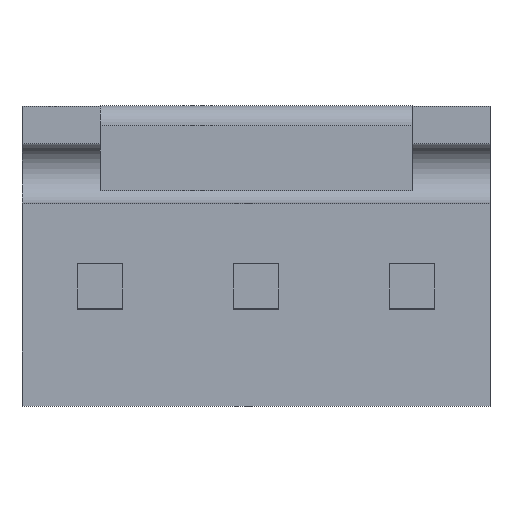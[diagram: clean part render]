
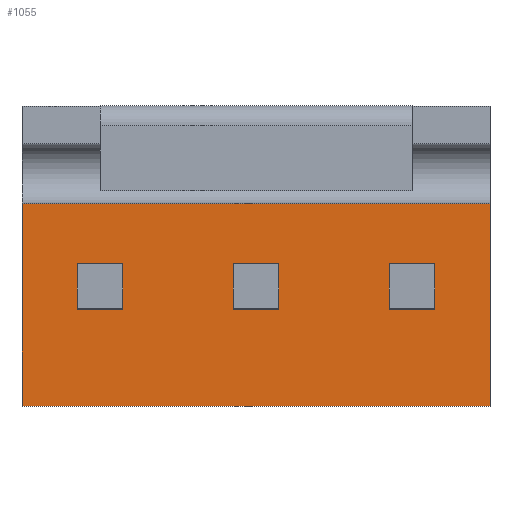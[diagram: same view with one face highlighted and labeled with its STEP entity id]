
A CAD part, top view. The second image highlights one B-rep face of the part: STEP entity #1055.
In plain terms, the highlighted planar face has unit normal (0, 0, 1).
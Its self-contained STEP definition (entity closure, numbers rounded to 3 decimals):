
#104=DIRECTION('',(0.,1.,0.));
#105=VECTOR('',#104,5.144);
#106=CARTESIAN_POINT('',(5.944,-3.035,0.));
#107=LINE('',#106,#105);
#236=DIRECTION('',(0.,1.,0.));
#237=VECTOR('',#236,5.144);
#238=CARTESIAN_POINT('',(-5.944,-3.035,0.));
#239=LINE('',#238,#237);
#272=DIRECTION('',(-1.,0.,0.));
#273=VECTOR('',#272,11.887);
#274=CARTESIAN_POINT('',(5.944,-3.035,0.));
#275=LINE('',#274,#273);
#276=DIRECTION('',(-1.,0.,0.));
#277=VECTOR('',#276,11.887);
#278=CARTESIAN_POINT('',(5.944,2.108,0.));
#279=LINE('',#278,#277);
#280=DIRECTION('',(0.,-1.,0.));
#281=VECTOR('',#280,1.143);
#282=CARTESIAN_POINT('',(3.391,0.572,0.));
#283=LINE('',#282,#281);
#284=DIRECTION('',(1.,0.,0.));
#285=VECTOR('',#284,1.143);
#286=CARTESIAN_POINT('',(3.391,-0.572,0.));
#287=LINE('',#286,#285);
#288=DIRECTION('',(0.,1.,0.));
#289=VECTOR('',#288,1.143);
#290=CARTESIAN_POINT('',(4.534,-0.572,0.));
#291=LINE('',#290,#289);
#292=DIRECTION('',(-1.,0.,0.));
#293=VECTOR('',#292,1.143);
#294=CARTESIAN_POINT('',(4.534,0.572,0.));
#295=LINE('',#294,#293);
#296=DIRECTION('',(0.,-1.,0.));
#297=VECTOR('',#296,1.143);
#298=CARTESIAN_POINT('',(-0.572,0.572,0.));
#299=LINE('',#298,#297);
#300=DIRECTION('',(1.,0.,0.));
#301=VECTOR('',#300,1.143);
#302=CARTESIAN_POINT('',(-0.572,-0.572,0.));
#303=LINE('',#302,#301);
#304=DIRECTION('',(0.,1.,0.));
#305=VECTOR('',#304,1.143);
#306=CARTESIAN_POINT('',(0.572,-0.572,0.));
#307=LINE('',#306,#305);
#308=DIRECTION('',(-1.,0.,0.));
#309=VECTOR('',#308,1.143);
#310=CARTESIAN_POINT('',(0.572,0.572,0.));
#311=LINE('',#310,#309);
#312=DIRECTION('',(0.,-1.,0.));
#313=VECTOR('',#312,1.143);
#314=CARTESIAN_POINT('',(-4.534,0.572,0.));
#315=LINE('',#314,#313);
#316=DIRECTION('',(1.,0.,0.));
#317=VECTOR('',#316,1.143);
#318=CARTESIAN_POINT('',(-4.534,-0.572,0.));
#319=LINE('',#318,#317);
#320=DIRECTION('',(0.,1.,0.));
#321=VECTOR('',#320,1.143);
#322=CARTESIAN_POINT('',(-3.391,-0.572,0.));
#323=LINE('',#322,#321);
#324=DIRECTION('',(-1.,0.,0.));
#325=VECTOR('',#324,1.143);
#326=CARTESIAN_POINT('',(-3.391,0.572,0.));
#327=LINE('',#326,#325);
#596=CARTESIAN_POINT('',(5.944,-3.035,0.));
#597=VERTEX_POINT('',#596);
#602=CARTESIAN_POINT('',(-5.944,-3.035,0.));
#603=VERTEX_POINT('',#602);
#620=CARTESIAN_POINT('',(5.944,2.108,0.));
#622=VERTEX_POINT('',#620);
#626=CARTESIAN_POINT('',(-5.944,2.108,0.));
#628=VERTEX_POINT('',#626);
#692=CARTESIAN_POINT('',(3.391,0.572,0.));
#693=CARTESIAN_POINT('',(3.391,-0.572,0.));
#694=VERTEX_POINT('',#692);
#695=VERTEX_POINT('',#693);
#696=CARTESIAN_POINT('',(4.534,-0.572,0.));
#697=VERTEX_POINT('',#696);
#698=CARTESIAN_POINT('',(4.534,0.572,0.));
#699=VERTEX_POINT('',#698);
#724=CARTESIAN_POINT('',(-0.572,0.572,0.));
#725=CARTESIAN_POINT('',(-0.572,-0.572,0.));
#726=VERTEX_POINT('',#724);
#727=VERTEX_POINT('',#725);
#728=CARTESIAN_POINT('',(0.572,-0.572,0.));
#729=VERTEX_POINT('',#728);
#730=CARTESIAN_POINT('',(0.572,0.572,0.));
#731=VERTEX_POINT('',#730);
#756=CARTESIAN_POINT('',(-4.534,0.572,0.));
#757=CARTESIAN_POINT('',(-4.534,-0.572,0.));
#758=VERTEX_POINT('',#756);
#759=VERTEX_POINT('',#757);
#760=CARTESIAN_POINT('',(-3.391,-0.572,0.));
#761=VERTEX_POINT('',#760);
#762=CARTESIAN_POINT('',(-3.391,0.572,0.));
#763=VERTEX_POINT('',#762);
#1013=CARTESIAN_POINT('',(5.944,-3.035,0.));
#1014=DIRECTION('',(0.,0.,1.));
#1015=DIRECTION('',(0.,1.,0.));
#1016=AXIS2_PLACEMENT_3D('',#1013,#1014,#1015);
#1017=PLANE('',#1016);
#1018=ORIENTED_EDGE('',*,*,#785,.F.);
#1020=ORIENTED_EDGE('',*,*,#1019,.T.);
#1021=ORIENTED_EDGE('',*,*,#969,.T.);
#1022=ORIENTED_EDGE('',*,*,#1006,.F.);
#1023=EDGE_LOOP('',(#1018,#1020,#1021,#1022));
#1024=FACE_OUTER_BOUND('',#1023,.F.);
#1026=ORIENTED_EDGE('',*,*,#1025,.T.);
#1028=ORIENTED_EDGE('',*,*,#1027,.T.);
#1030=ORIENTED_EDGE('',*,*,#1029,.T.);
#1032=ORIENTED_EDGE('',*,*,#1031,.T.);
#1033=EDGE_LOOP('',(#1026,#1028,#1030,#1032));
#1034=FACE_BOUND('',#1033,.F.);
#1036=ORIENTED_EDGE('',*,*,#1035,.T.);
#1038=ORIENTED_EDGE('',*,*,#1037,.T.);
#1040=ORIENTED_EDGE('',*,*,#1039,.T.);
#1042=ORIENTED_EDGE('',*,*,#1041,.T.);
#1043=EDGE_LOOP('',(#1036,#1038,#1040,#1042));
#1044=FACE_BOUND('',#1043,.F.);
#1046=ORIENTED_EDGE('',*,*,#1045,.T.);
#1048=ORIENTED_EDGE('',*,*,#1047,.T.);
#1050=ORIENTED_EDGE('',*,*,#1049,.T.);
#1052=ORIENTED_EDGE('',*,*,#1051,.T.);
#1053=EDGE_LOOP('',(#1046,#1048,#1050,#1052));
#1054=FACE_BOUND('',#1053,.F.);
#1055=ADVANCED_FACE('',(#1024,#1034,#1044,#1054),#1017,.T.);
#785=EDGE_CURVE('',#597,#622,#107,.T.);
#969=EDGE_CURVE('',#603,#628,#239,.T.);
#1006=EDGE_CURVE('',#622,#628,#279,.T.);
#1019=EDGE_CURVE('',#597,#603,#275,.T.);
#1025=EDGE_CURVE('',#694,#695,#283,.T.);
#1027=EDGE_CURVE('',#695,#697,#287,.T.);
#1029=EDGE_CURVE('',#697,#699,#291,.T.);
#1031=EDGE_CURVE('',#699,#694,#295,.T.);
#1035=EDGE_CURVE('',#726,#727,#299,.T.);
#1037=EDGE_CURVE('',#727,#729,#303,.T.);
#1039=EDGE_CURVE('',#729,#731,#307,.T.);
#1041=EDGE_CURVE('',#731,#726,#311,.T.);
#1045=EDGE_CURVE('',#758,#759,#315,.T.);
#1047=EDGE_CURVE('',#759,#761,#319,.T.);
#1049=EDGE_CURVE('',#761,#763,#323,.T.);
#1051=EDGE_CURVE('',#763,#758,#327,.T.);
